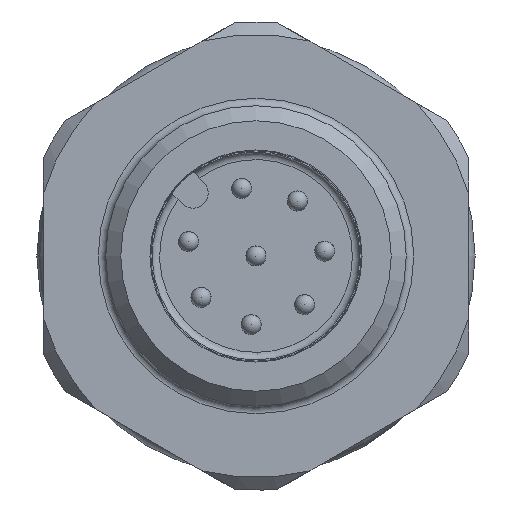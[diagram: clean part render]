
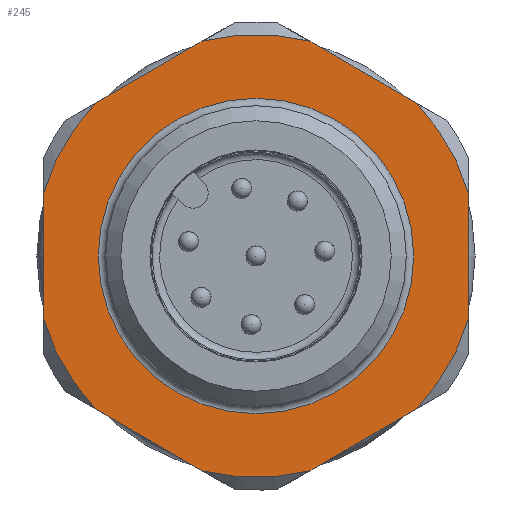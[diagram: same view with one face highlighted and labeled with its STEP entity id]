
A CAD part, left-side view. The second image highlights one B-rep face of the part: STEP entity #245.
In plain terms, the highlighted planar face has unit normal (-1, 0, 0).
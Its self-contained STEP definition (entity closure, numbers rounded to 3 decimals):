
#245=ADVANCED_FACE('',(#411,#412),#360,.T.);
#360=PLANE('',#1769);
#411=FACE_BOUND('',#602,.T.);
#412=FACE_BOUND('',#603,.T.);
#602=EDGE_LOOP('',(#996));
#603=EDGE_LOOP('',(#997,#998,#999,#1000,#1001,#1002,#1003,#1004,#1005,#1006,
#1007,#1008));
#826=CIRCLE('',#1756,8.85);
#827=CIRCLE('',#1758,8.85);
#828=CIRCLE('',#1760,8.85);
#829=CIRCLE('',#1762,8.85);
#830=CIRCLE('',#1764,8.85);
#831=CIRCLE('',#1766,8.85);
#832=CIRCLE('',#1768,6.3);
#996=ORIENTED_EDGE('',*,*,#1516,.T.);
#997=ORIENTED_EDGE('',*,*,#1499,.F.);
#998=ORIENTED_EDGE('',*,*,#1517,.T.);
#999=ORIENTED_EDGE('',*,*,#1501,.F.);
#1000=ORIENTED_EDGE('',*,*,#1518,.T.);
#1001=ORIENTED_EDGE('',*,*,#1514,.F.);
#1002=ORIENTED_EDGE('',*,*,#1519,.T.);
#1003=ORIENTED_EDGE('',*,*,#1511,.F.);
#1004=ORIENTED_EDGE('',*,*,#1520,.T.);
#1005=ORIENTED_EDGE('',*,*,#1508,.F.);
#1006=ORIENTED_EDGE('',*,*,#1521,.T.);
#1007=ORIENTED_EDGE('',*,*,#1505,.F.);
#1008=ORIENTED_EDGE('',*,*,#1522,.T.);
#1332=VERTEX_POINT('',#2585);
#1333=VERTEX_POINT('',#2587);
#1334=VERTEX_POINT('',#2594);
#1335=VERTEX_POINT('',#2595);
#1336=VERTEX_POINT('',#2609);
#1337=VERTEX_POINT('',#2611);
#1338=VERTEX_POINT('',#2621);
#1339=VERTEX_POINT('',#2623);
#1340=VERTEX_POINT('',#2633);
#1341=VERTEX_POINT('',#2635);
#1342=VERTEX_POINT('',#2645);
#1343=VERTEX_POINT('',#2647);
#1344=VERTEX_POINT('',#2654);
#1499=EDGE_CURVE('',#1332,#1333,#826,.T.);
#1501=EDGE_CURVE('',#1334,#1335,#827,.T.);
#1505=EDGE_CURVE('',#1336,#1337,#828,.T.);
#1508=EDGE_CURVE('',#1338,#1339,#829,.T.);
#1511=EDGE_CURVE('',#1340,#1341,#830,.T.);
#1514=EDGE_CURVE('',#1342,#1343,#831,.T.);
#1516=EDGE_CURVE('',#1344,#1344,#832,.T.);
#1517=EDGE_CURVE('',#1332,#1335,#1655,.T.);
#1518=EDGE_CURVE('',#1334,#1343,#1656,.T.);
#1519=EDGE_CURVE('',#1342,#1341,#1657,.T.);
#1520=EDGE_CURVE('',#1340,#1339,#1658,.T.);
#1521=EDGE_CURVE('',#1338,#1337,#1659,.T.);
#1522=EDGE_CURVE('',#1336,#1333,#1660,.T.);
#1655=LINE('',#2655,#1697);
#1656=LINE('',#2656,#1698);
#1657=LINE('',#2657,#1699);
#1658=LINE('',#2658,#1700);
#1659=LINE('',#2659,#1701);
#1660=LINE('',#2660,#1702);
#1697=VECTOR('',#2079,1.);
#1698=VECTOR('',#2080,1.);
#1699=VECTOR('',#2081,1.);
#1700=VECTOR('',#2082,1.);
#1701=VECTOR('',#2083,1.);
#1702=VECTOR('',#2084,1.);
#1756=AXIS2_PLACEMENT_3D('',#2586,#2053,#2054);
#1758=AXIS2_PLACEMENT_3D('',#2593,#2057,#2058);
#1760=AXIS2_PLACEMENT_3D('',#2610,#2061,#2062);
#1762=AXIS2_PLACEMENT_3D('',#2622,#2065,#2066);
#1764=AXIS2_PLACEMENT_3D('',#2634,#2069,#2070);
#1766=AXIS2_PLACEMENT_3D('',#2646,#2073,#2074);
#1768=AXIS2_PLACEMENT_3D('',#2653,#2077,#2078);
#1769=AXIS2_PLACEMENT_3D('',#2661,#2085,#2086);
#2053=DIRECTION('',(1.,0.,0.));
#2054=DIRECTION('',(0.,-1.,0.));
#2057=DIRECTION('',(1.,0.,0.));
#2058=DIRECTION('',(0.,-1.,0.));
#2061=DIRECTION('',(1.,0.,0.));
#2062=DIRECTION('',(0.,-1.,0.));
#2065=DIRECTION('',(1.,0.,0.));
#2066=DIRECTION('',(0.,-1.,0.));
#2069=DIRECTION('',(1.,0.,0.));
#2070=DIRECTION('',(0.,-1.,0.));
#2073=DIRECTION('',(1.,0.,0.));
#2074=DIRECTION('',(0.,-1.,0.));
#2077=DIRECTION('',(1.,0.,0.));
#2078=DIRECTION('',(0.,1.,0.));
#2079=DIRECTION('',(0.,0.866,-0.5));
#2080=DIRECTION('',(0.,0.,-1.));
#2081=DIRECTION('',(0.,-0.866,-0.5));
#2082=DIRECTION('',(0.,-0.866,0.5));
#2083=DIRECTION('',(0.,0.,1.));
#2084=DIRECTION('',(0.,0.866,0.5));
#2085=DIRECTION('',(-1.,0.,0.));
#2086=DIRECTION('',(0.,1.,0.));
#2585=CARTESIAN_POINT('',(10.,2.116,8.593));
#2586=CARTESIAN_POINT('',(10.,0.,0.));
#2587=CARTESIAN_POINT('',(10.,-2.116,8.593));
#2593=CARTESIAN_POINT('',(10.,0.,0.));
#2594=CARTESIAN_POINT('',(10.,8.5,2.464));
#2595=CARTESIAN_POINT('',(10.,6.384,6.129));
#2609=CARTESIAN_POINT('',(10.,-6.384,6.129));
#2610=CARTESIAN_POINT('',(10.,0.,0.));
#2611=CARTESIAN_POINT('',(10.,-8.5,2.464));
#2621=CARTESIAN_POINT('',(10.,-8.5,-2.464));
#2622=CARTESIAN_POINT('',(10.,0.,0.));
#2623=CARTESIAN_POINT('',(10.,-6.384,-6.129));
#2633=CARTESIAN_POINT('',(10.,-2.116,-8.593));
#2634=CARTESIAN_POINT('',(10.,0.,0.));
#2635=CARTESIAN_POINT('',(10.,2.116,-8.593));
#2645=CARTESIAN_POINT('',(10.,6.384,-6.129));
#2646=CARTESIAN_POINT('',(10.,0.,0.));
#2647=CARTESIAN_POINT('',(10.,8.5,-2.464));
#2653=CARTESIAN_POINT('',(10.,0.,0.));
#2654=CARTESIAN_POINT('',(10.,6.3,0.));
#2655=CARTESIAN_POINT('',(10.,8.082,5.149));
#2656=CARTESIAN_POINT('',(10.,8.5,-8.85));
#2657=CARTESIAN_POINT('',(10.,0.418,-9.574));
#2658=CARTESIAN_POINT('',(10.,-0.418,-9.574));
#2659=CARTESIAN_POINT('',(10.,-8.5,-8.85));
#2660=CARTESIAN_POINT('',(10.,-8.082,5.149));
#2661=CARTESIAN_POINT('',(10.,0.,-8.85));
